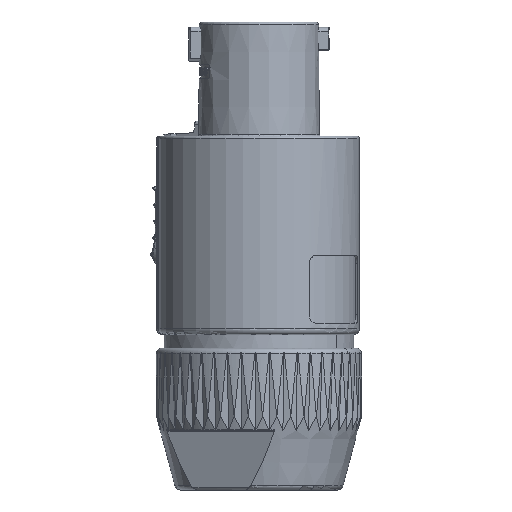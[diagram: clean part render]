
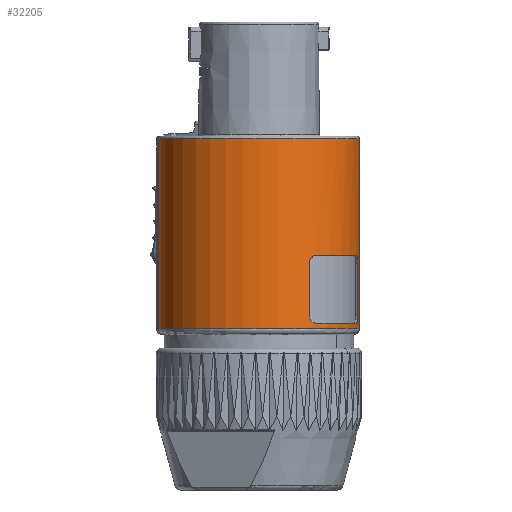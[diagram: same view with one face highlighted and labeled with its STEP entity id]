
A CAD part, left-side view. The second image highlights one B-rep face of the part: STEP entity #32205.
In plain terms, the highlighted cylindrical face has radius 17.7 mm (diameter 35.4 mm), a partial arc.
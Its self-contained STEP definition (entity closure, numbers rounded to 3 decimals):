
#8213=CARTESIAN_POINT('',(0.,0.,3.5));
#8214=DIRECTION('',(0.,0.,1.));
#8215=DIRECTION('',(0.144,0.99,0.));
#8216=AXIS2_PLACEMENT_3D('',#8213,#8214,#8215);
#10116=CARTESIAN_POINT('',(0.,0.,-30.));
#10117=DIRECTION('',(0.,0.,1.));
#10118=DIRECTION('',(0.144,0.99,0.));
#10119=AXIS2_PLACEMENT_3D('',#10116,#10117,#10118);
#10131=CARTESIAN_POINT('',(-3.052,-17.435,-27.5));
#10132=CARTESIAN_POINT('',(-3.052,-17.435,
-27.624));
#10133=CARTESIAN_POINT('',(-3.084,-17.429,
-27.867));
#10134=CARTESIAN_POINT('',(-3.238,-17.402,
-28.233));
#10135=CARTESIAN_POINT('',(-3.489,-17.354,
-28.55));
#10136=CARTESIAN_POINT('',(-3.822,-17.284,
-28.801));
#10137=CARTESIAN_POINT('',(-4.214,-17.193,
-28.962));
#10138=CARTESIAN_POINT('',(-4.492,-17.121,-29.));
#10139=CARTESIAN_POINT('',(-4.636,-17.082,-29.));
#10141=CARTESIAN_POINT('',(-4.636,-17.082,-17.));
#10142=CARTESIAN_POINT('',(-4.492,-17.121,
-17.));
#10143=CARTESIAN_POINT('',(-4.214,-17.193,
-17.038));
#10144=CARTESIAN_POINT('',(-3.822,-17.284,
-17.199));
#10145=CARTESIAN_POINT('',(-3.489,-17.354,
-17.45));
#10146=CARTESIAN_POINT('',(-3.238,-17.402,
-17.767));
#10147=CARTESIAN_POINT('',(-3.084,-17.429,
-18.133));
#10148=CARTESIAN_POINT('',(-3.052,-17.435,
-18.376));
#10149=CARTESIAN_POINT('',(-3.052,-17.435,-18.5));
#10151=CARTESIAN_POINT('',(-15.339,-8.831,-18.5));
#10152=CARTESIAN_POINT('',(-15.339,-8.831,
-18.376));
#10153=CARTESIAN_POINT('',(-15.323,-8.859,
-18.133));
#10154=CARTESIAN_POINT('',(-15.245,-8.995,
-17.767));
#10155=CARTESIAN_POINT('',(-15.114,-9.214,
-17.45));
#10156=CARTESIAN_POINT('',(-14.934,-9.503,
-17.199));
#10157=CARTESIAN_POINT('',(-14.715,-9.84,
-17.038));
#10158=CARTESIAN_POINT('',(-14.552,-10.077,-17.));
#10159=CARTESIAN_POINT('',(-14.466,-10.199,-17.));
#10161=CARTESIAN_POINT('',(-14.466,-10.199,-29.));
#10162=CARTESIAN_POINT('',(-14.552,-10.077,-29.));
#10163=CARTESIAN_POINT('',(-14.715,-9.84,
-28.962));
#10164=CARTESIAN_POINT('',(-14.934,-9.503,
-28.801));
#10165=CARTESIAN_POINT('',(-15.114,-9.214,
-28.55));
#10166=CARTESIAN_POINT('',(-15.245,-8.995,
-28.233));
#10167=CARTESIAN_POINT('',(-15.323,-8.859,
-27.867));
#10168=CARTESIAN_POINT('',(-15.339,-8.831,
-27.624));
#10169=CARTESIAN_POINT('',(-15.339,-8.831,-27.5));
#10171=DIRECTION('',(0.,0.,-1.));
#10172=VECTOR('',#10171,33.5);
#10173=CARTESIAN_POINT('',(15.589,8.382,3.5));
#10174=LINE('',#10173,#10172);
#10175=DIRECTION('',(0.,0.,-1.));
#10176=VECTOR('',#10175,33.5);
#10177=CARTESIAN_POINT('',(2.545,17.516,3.5));
#10178=LINE('',#10177,#10176);
#10183=CARTESIAN_POINT('',(0.,0.,-29.));
#10184=DIRECTION('',(0.,0.,-1.));
#10185=DIRECTION('',(-0.262,-0.965,0.));
#10186=AXIS2_PLACEMENT_3D('',#10183,#10184,#10185);
#10201=DIRECTION('',(0.,0.,-1.));
#10202=VECTOR('',#10201,9.);
#10203=CARTESIAN_POINT('',(-15.339,-8.831,-18.5));
#10204=LINE('',#10203,#10202);
#10217=CARTESIAN_POINT('',(0.,0.,-17.));
#10218=DIRECTION('',(0.,0.,-1.));
#10219=DIRECTION('',(-0.262,-0.965,0.));
#10220=AXIS2_PLACEMENT_3D('',#10217,#10218,#10219);
#10235=DIRECTION('',(0.,0.,-1.));
#10236=VECTOR('',#10235,9.);
#10237=CARTESIAN_POINT('',(-3.052,-17.435,-18.5));
#10238=LINE('',#10237,#10236);
#17296=VERTEX_POINT('',#10131);
#17297=VERTEX_POINT('',#10139);
#17300=CARTESIAN_POINT('',(-14.466,-10.199,-29.));
#17301=VERTEX_POINT('',#17300);
#17304=VERTEX_POINT('',#10169);
#17306=CARTESIAN_POINT('',(-15.339,-8.831,-18.5));
#17307=VERTEX_POINT('',#17306);
#17310=VERTEX_POINT('',#10159);
#17312=CARTESIAN_POINT('',(-4.636,-17.082,-17.));
#17313=VERTEX_POINT('',#17312);
#17316=VERTEX_POINT('',#10149);
#17369=CARTESIAN_POINT('',(15.589,8.382,-30.));
#17371=VERTEX_POINT('',#17369);
#17372=CARTESIAN_POINT('',(2.545,17.516,-30.));
#17373=VERTEX_POINT('',#17372);
#17394=CARTESIAN_POINT('',(15.589,8.382,3.5));
#17395=VERTEX_POINT('',#17394);
#17398=CARTESIAN_POINT('',(2.545,17.516,3.5));
#17399=VERTEX_POINT('',#17398);
#32174=CARTESIAN_POINT('',(0.,0.,6.3));
#32175=DIRECTION('',(0.,0.,-1.));
#32176=DIRECTION('',(-0.574,-0.819,0.));
#32177=AXIS2_PLACEMENT_3D('',#32174,#32175,#32176);
#32178=CYLINDRICAL_SURFACE('',#32177,17.7);
#32179=ORIENTED_EDGE('',*,*,#28788,.T.);
#32181=ORIENTED_EDGE('',*,*,#32180,.T.);
#32182=ORIENTED_EDGE('',*,*,#32165,.F.);
#32184=ORIENTED_EDGE('',*,*,#32183,.F.);
#32185=EDGE_LOOP('',(#32179,#32181,#32182,#32184));
#32186=FACE_OUTER_BOUND('',#32185,.F.);
#32188=ORIENTED_EDGE('',*,*,#32187,.F.);
#32190=ORIENTED_EDGE('',*,*,#32189,.F.);
#32192=ORIENTED_EDGE('',*,*,#32191,.F.);
#32194=ORIENTED_EDGE('',*,*,#32193,.T.);
#32196=ORIENTED_EDGE('',*,*,#32195,.F.);
#32198=ORIENTED_EDGE('',*,*,#32197,.T.);
#32200=ORIENTED_EDGE('',*,*,#32199,.F.);
#32202=ORIENTED_EDGE('',*,*,#32201,.F.);
#32203=EDGE_LOOP('',(#32188,#32190,#32192,#32194,#32196,#32198,#32200,#32202));
#32204=FACE_BOUND('',#32203,.F.);
#32205=ADVANCED_FACE('',(#32186,#32204),#32178,.T.);
#8217=CIRCLE('',#8216,17.7);
#10120=CIRCLE('',#10119,17.7);
#10140=B_SPLINE_CURVE_WITH_KNOTS('',3,(#10131,#10132,#10133,#10134,#10135,
#10136,#10137,#10138,#10139),.UNSPECIFIED.,.F.,.F.,(4,1,1,1,1,1,4),(0.,
0.167,0.333,0.5,0.667,0.833,
1.),.UNSPECIFIED.);
#10150=B_SPLINE_CURVE_WITH_KNOTS('',3,(#10141,#10142,#10143,#10144,#10145,
#10146,#10147,#10148,#10149),.UNSPECIFIED.,.F.,.F.,(4,1,1,1,1,1,4),(0.,
0.167,0.333,0.5,0.667,0.833,
1.),.UNSPECIFIED.);
#10160=B_SPLINE_CURVE_WITH_KNOTS('',3,(#10151,#10152,#10153,#10154,#10155,
#10156,#10157,#10158,#10159),.UNSPECIFIED.,.F.,.F.,(4,1,1,1,1,1,4),(0.,
0.167,0.333,0.5,0.667,0.833,
1.),.UNSPECIFIED.);
#10170=B_SPLINE_CURVE_WITH_KNOTS('',3,(#10161,#10162,#10163,#10164,#10165,
#10166,#10167,#10168,#10169),.UNSPECIFIED.,.F.,.F.,(4,1,1,1,1,1,4),(0.,
0.167,0.333,0.5,0.667,0.833,
1.),.UNSPECIFIED.);
#10187=CIRCLE('',#10186,17.7);
#10221=CIRCLE('',#10220,17.7);
#28788=EDGE_CURVE('',#17399,#17395,#8217,.T.);
#32165=EDGE_CURVE('',#17373,#17371,#10120,.T.);
#32180=EDGE_CURVE('',#17395,#17371,#10174,.T.);
#32183=EDGE_CURVE('',#17399,#17373,#10178,.T.);
#32187=EDGE_CURVE('',#17296,#17297,#10140,.T.);
#32189=EDGE_CURVE('',#17316,#17296,#10238,.T.);
#32191=EDGE_CURVE('',#17313,#17316,#10150,.T.);
#32193=EDGE_CURVE('',#17313,#17310,#10221,.T.);
#32195=EDGE_CURVE('',#17307,#17310,#10160,.T.);
#32197=EDGE_CURVE('',#17307,#17304,#10204,.T.);
#32199=EDGE_CURVE('',#17301,#17304,#10170,.T.);
#32201=EDGE_CURVE('',#17297,#17301,#10187,.T.);
